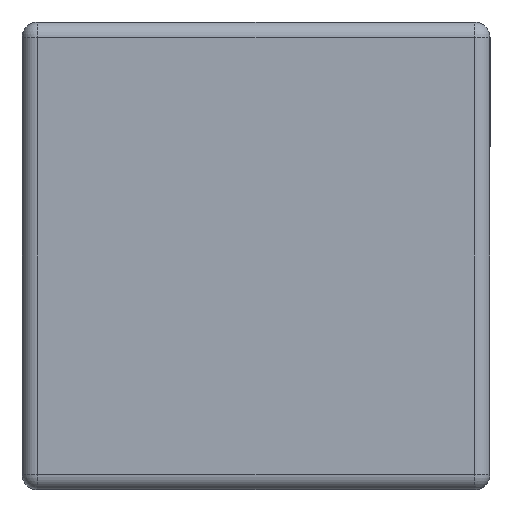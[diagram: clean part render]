
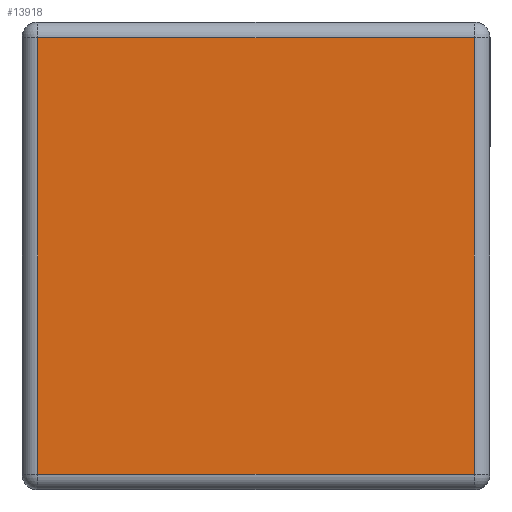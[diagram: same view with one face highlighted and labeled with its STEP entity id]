
A CAD part, left-side view. The second image highlights one B-rep face of the part: STEP entity #13918.
In plain terms, the highlighted planar face has unit normal (-1, 0, 0).
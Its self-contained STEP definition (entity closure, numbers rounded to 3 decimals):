
#515 = VECTOR ( 'NONE', #1010, 1000. ) ;
#1010 = DIRECTION ( 'NONE',  ( 0., -1., 0. ) ) ;
#1036 = DIRECTION ( 'NONE',  ( 0., 1., 0. ) ) ;
#1183 = CARTESIAN_POINT ( 'NONE',  ( -0.3, -0.14, 0.28 ) ) ;
#1227 = VECTOR ( 'NONE', #4870, 1000. ) ;
#1235 = ORIENTED_EDGE ( 'NONE', *, *, #15584, .F. ) ;
#1498 = VERTEX_POINT ( 'NONE', #5567 ) ;
#2459 = VERTEX_POINT ( 'NONE', #11408 ) ;
#3073 = LINE ( 'NONE', #14958, #7296 ) ;
#3111 = EDGE_CURVE ( 'NONE', #10866, #1498, #3073, .T. ) ;
#3567 = LINE ( 'NONE', #1183, #515 ) ;
#4288 = EDGE_CURVE ( 'NONE', #1498, #2459, #3567, .T. ) ;
#4425 = AXIS2_PLACEMENT_3D ( 'NONE', #8953, #14112, #1036 ) ;
#4870 = DIRECTION ( 'NONE',  ( 0., 0., -1. ) ) ;
#5567 = CARTESIAN_POINT ( 'NONE',  ( -0.3, 0.14, 0.28 ) ) ;
#5899 = DIRECTION ( 'NONE',  ( 0., 1., 0. ) ) ;
#6120 = VERTEX_POINT ( 'NONE', #14442 ) ;
#7296 = VECTOR ( 'NONE', #14794, 1000. ) ;
#7571 = FACE_OUTER_BOUND ( 'NONE', #7864, .T. ) ;
#7622 = VECTOR ( 'NONE', #5899, 1000. ) ;
#7864 = EDGE_LOOP ( 'NONE', ( #16175, #1235, #10366, #11017 ) ) ;
#8953 = CARTESIAN_POINT ( 'NONE',  ( -0.3, 0.14, 0.28 ) ) ;
#9780 = LINE ( 'NONE', #15096, #7622 ) ;
#10324 = PLANE ( 'NONE',  #4425 ) ;
#10366 = ORIENTED_EDGE ( 'NONE', *, *, #4288, .F. ) ;
#10866 = VERTEX_POINT ( 'NONE', #12583 ) ;
#11017 = ORIENTED_EDGE ( 'NONE', *, *, #3111, .F. ) ;
#11408 = CARTESIAN_POINT ( 'NONE',  ( -0.3, -0.14, 0.28 ) ) ;
#11691 = CARTESIAN_POINT ( 'NONE',  ( -0.3, -0.14, 0. ) ) ;
#11823 = EDGE_CURVE ( 'NONE', #6120, #10866, #9780, .T. ) ;
#12583 = CARTESIAN_POINT ( 'NONE',  ( -0.3, 0.14, 0. ) ) ;
#13918 = ADVANCED_FACE ( 'NONE', ( #7571 ), #10324, .T. ) ;
#14112 = DIRECTION ( 'NONE',  ( -1., 0., 0. ) ) ;
#14442 = CARTESIAN_POINT ( 'NONE',  ( -0.3, -0.14, 0. ) ) ;
#14794 = DIRECTION ( 'NONE',  ( 0., 0., 1. ) ) ;
#14958 = CARTESIAN_POINT ( 'NONE',  ( -0.3, 0.14, 0.28 ) ) ;
#15096 = CARTESIAN_POINT ( 'NONE',  ( -0.3, 0.14, 0. ) ) ;
#15584 = EDGE_CURVE ( 'NONE', #2459, #6120, #16608, .T. ) ;
#16175 = ORIENTED_EDGE ( 'NONE', *, *, #11823, .F. ) ;
#16608 = LINE ( 'NONE', #11691, #1227 ) ;
